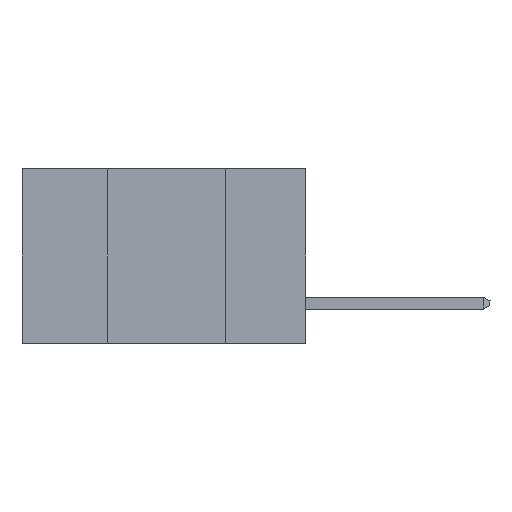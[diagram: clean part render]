
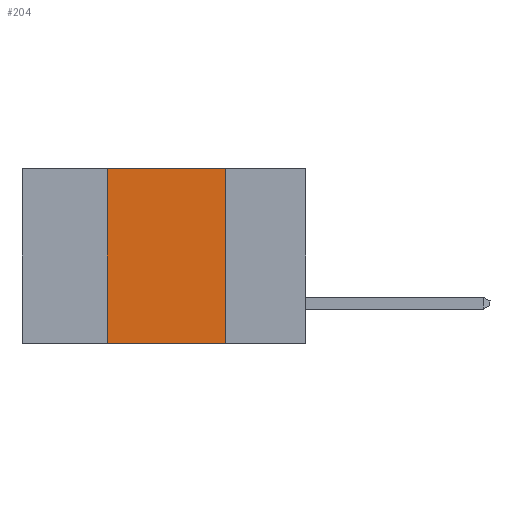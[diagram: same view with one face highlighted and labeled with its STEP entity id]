
A CAD part, left-side view. The second image highlights one B-rep face of the part: STEP entity #204.
In plain terms, the highlighted planar face has unit normal (-1, 0, 0).
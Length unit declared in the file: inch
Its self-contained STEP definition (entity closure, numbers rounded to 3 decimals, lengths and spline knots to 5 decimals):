
#3 = DIRECTION ( 'NONE',  ( 0., 0., -1. ) ) ;
#4 = VERTEX_POINT ( 'NONE', #1154 ) ;
#204 = ADVANCED_FACE ( 'NONE', ( #9358 ), #5490, .F. ) ;
#205 = AXIS2_PLACEMENT_3D ( 'NONE', #2636, #8365, #3 ) ;
#1032 = LINE ( 'NONE', #2697, #3532 ) ;
#1154 = CARTESIAN_POINT ( 'NONE',  ( 0., 0.17, -0.37 ) ) ;
#1549 = EDGE_CURVE ( 'NONE', #5628, #10329, #1032, .T. ) ;
#2157 = DIRECTION ( 'NONE',  ( 0., 0., 1. ) ) ;
#2636 = CARTESIAN_POINT ( 'NONE',  ( 0., 0.6, 0. ) ) ;
#2681 = LINE ( 'NONE', #6469, #9459 ) ;
#2697 = CARTESIAN_POINT ( 'NONE',  ( 0., 0.6, 0. ) ) ;
#2786 = LINE ( 'NONE', #9231, #5935 ) ;
#2889 = VECTOR ( 'NONE', #2157, 39.37008 ) ;
#3389 = ORIENTED_EDGE ( 'NONE', *, *, #4072, .F. ) ;
#3532 = VECTOR ( 'NONE', #5607, 39.37008 ) ;
#4072 = EDGE_CURVE ( 'NONE', #10329, #4, #2786, .T. ) ;
#4450 = CARTESIAN_POINT ( 'NONE',  ( 0., 0.17, 0. ) ) ;
#4774 = ORIENTED_EDGE ( 'NONE', *, *, #7894, .F. ) ;
#4851 = CARTESIAN_POINT ( 'NONE',  ( 0., 0.42, -0.37 ) ) ;
#5048 = ORIENTED_EDGE ( 'NONE', *, *, #10808, .T. ) ;
#5490 = PLANE ( 'NONE',  #205 ) ;
#5535 = DIRECTION ( 'NONE',  ( 0., -1., 0. ) ) ;
#5595 = DIRECTION ( 'NONE',  ( 0., 0., -1. ) ) ;
#5607 = DIRECTION ( 'NONE',  ( 0., -1., 0. ) ) ;
#5628 = VERTEX_POINT ( 'NONE', #8853 ) ;
#5935 = VECTOR ( 'NONE', #5595, 39.37008 ) ;
#6469 = CARTESIAN_POINT ( 'NONE',  ( 0., 0.6, -0.37 ) ) ;
#6863 = EDGE_LOOP ( 'NONE', ( #3389, #11266, #4774, #5048 ) ) ;
#6911 = VERTEX_POINT ( 'NONE', #8921 ) ;
#7894 = EDGE_CURVE ( 'NONE', #6911, #5628, #9457, .T. ) ;
#8365 = DIRECTION ( 'NONE',  ( 1., 0., 0. ) ) ;
#8853 = CARTESIAN_POINT ( 'NONE',  ( 0., 0.42, 0. ) ) ;
#8921 = CARTESIAN_POINT ( 'NONE',  ( 0., 0.42, -0.37 ) ) ;
#9231 = CARTESIAN_POINT ( 'NONE',  ( 0., 0.17, -0.37 ) ) ;
#9358 = FACE_OUTER_BOUND ( 'NONE', #6863, .T. ) ;
#9457 = LINE ( 'NONE', #4851, #2889 ) ;
#9459 = VECTOR ( 'NONE', #5535, 39.37008 ) ;
#10329 = VERTEX_POINT ( 'NONE', #4450 ) ;
#10808 = EDGE_CURVE ( 'NONE', #6911, #4, #2681, .T. ) ;
#11266 = ORIENTED_EDGE ( 'NONE', *, *, #1549, .F. ) ;
